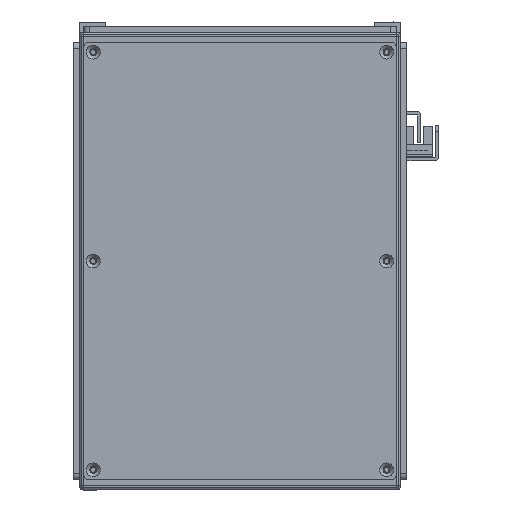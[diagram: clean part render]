
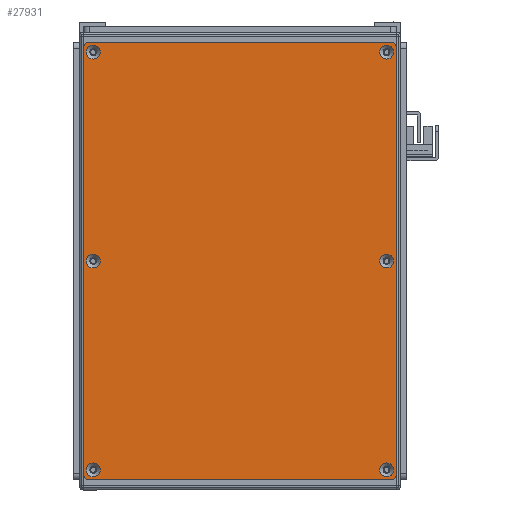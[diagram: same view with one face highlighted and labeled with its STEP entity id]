
A CAD part, front view. The second image highlights one B-rep face of the part: STEP entity #27931.
In plain terms, the highlighted planar face has unit normal (0, -1, 0).
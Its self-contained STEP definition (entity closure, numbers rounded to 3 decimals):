
#1638=FACE_BOUND('',#6172,.T.);
#1639=FACE_BOUND('',#6173,.T.);
#1640=FACE_BOUND('',#6174,.T.);
#1641=FACE_BOUND('',#6175,.T.);
#1642=FACE_BOUND('',#6176,.T.);
#1643=FACE_BOUND('',#6177,.T.);
#2269=PLANE('',#31081);
#4359=FACE_OUTER_BOUND('',#6171,.T.);
#6171=EDGE_LOOP('',(#26261,#26262,#26263,#26264,#26265,#26266,#26267,#26268));
#6172=EDGE_LOOP('',(#26269));
#6173=EDGE_LOOP('',(#26270));
#6174=EDGE_LOOP('',(#26271));
#6175=EDGE_LOOP('',(#26272));
#6176=EDGE_LOOP('',(#26273));
#6177=EDGE_LOOP('',(#26274));
#8451=LINE('',#49260,#10718);
#8452=LINE('',#49264,#10719);
#8453=LINE('',#49268,#10720);
#8454=LINE('',#49271,#10721);
#10718=VECTOR('',#38915,10.);
#10719=VECTOR('',#38918,10.);
#10720=VECTOR('',#38921,10.);
#10721=VECTOR('',#38924,10.);
#12053=CIRCLE('',#31049,3.45);
#12056=CIRCLE('',#31054,3.45);
#12059=CIRCLE('',#31059,3.45);
#12062=CIRCLE('',#31064,3.45);
#12065=CIRCLE('',#31069,3.45);
#12068=CIRCLE('',#31074,3.45);
#12071=CIRCLE('',#31079,3.);
#12073=CIRCLE('',#31082,3.);
#12074=CIRCLE('',#31083,3.);
#12075=CIRCLE('',#31084,3.);
#14642=VERTEX_POINT('',#49190);
#14645=VERTEX_POINT('',#49200);
#14648=VERTEX_POINT('',#49210);
#14651=VERTEX_POINT('',#49220);
#14654=VERTEX_POINT('',#49230);
#14657=VERTEX_POINT('',#49240);
#14660=VERTEX_POINT('',#49250);
#14661=VERTEX_POINT('',#49251);
#14664=VERTEX_POINT('',#49259);
#14665=VERTEX_POINT('',#49261);
#14666=VERTEX_POINT('',#49263);
#14667=VERTEX_POINT('',#49265);
#14668=VERTEX_POINT('',#49267);
#14669=VERTEX_POINT('',#49269);
#18507=EDGE_CURVE('',#14642,#14642,#12053,.T.);
#18512=EDGE_CURVE('',#14645,#14645,#12056,.T.);
#18517=EDGE_CURVE('',#14648,#14648,#12059,.T.);
#18522=EDGE_CURVE('',#14651,#14651,#12062,.T.);
#18527=EDGE_CURVE('',#14654,#14654,#12065,.T.);
#18532=EDGE_CURVE('',#14657,#14657,#12068,.T.);
#18537=EDGE_CURVE('',#14660,#14661,#12071,.T.);
#18541=EDGE_CURVE('',#14660,#14664,#8451,.T.);
#18542=EDGE_CURVE('',#14665,#14664,#12073,.T.);
#18543=EDGE_CURVE('',#14665,#14666,#8452,.T.);
#18544=EDGE_CURVE('',#14667,#14666,#12074,.T.);
#18545=EDGE_CURVE('',#14667,#14668,#8453,.T.);
#18546=EDGE_CURVE('',#14669,#14668,#12075,.T.);
#18547=EDGE_CURVE('',#14669,#14661,#8454,.T.);
#26261=ORIENTED_EDGE('',*,*,#18537,.F.);
#26262=ORIENTED_EDGE('',*,*,#18541,.T.);
#26263=ORIENTED_EDGE('',*,*,#18542,.F.);
#26264=ORIENTED_EDGE('',*,*,#18543,.T.);
#26265=ORIENTED_EDGE('',*,*,#18544,.F.);
#26266=ORIENTED_EDGE('',*,*,#18545,.T.);
#26267=ORIENTED_EDGE('',*,*,#18546,.F.);
#26268=ORIENTED_EDGE('',*,*,#18547,.T.);
#26269=ORIENTED_EDGE('',*,*,#18507,.T.);
#26270=ORIENTED_EDGE('',*,*,#18512,.T.);
#26271=ORIENTED_EDGE('',*,*,#18517,.T.);
#26272=ORIENTED_EDGE('',*,*,#18522,.T.);
#26273=ORIENTED_EDGE('',*,*,#18527,.T.);
#26274=ORIENTED_EDGE('',*,*,#18532,.T.);
#27931=ADVANCED_FACE('',(#4359,#1638,#1639,#1640,#1641,#1642,#1643),#2269,
 .T.);
#31049=AXIS2_PLACEMENT_3D('',#49191,#38835,#38836);
#31054=AXIS2_PLACEMENT_3D('',#49201,#38847,#38848);
#31059=AXIS2_PLACEMENT_3D('',#49211,#38859,#38860);
#31064=AXIS2_PLACEMENT_3D('',#49221,#38871,#38872);
#31069=AXIS2_PLACEMENT_3D('',#49231,#38883,#38884);
#31074=AXIS2_PLACEMENT_3D('',#49241,#38895,#38896);
#31079=AXIS2_PLACEMENT_3D('',#49252,#38907,#38908);
#31081=AXIS2_PLACEMENT_3D('',#49258,#38913,#38914);
#31082=AXIS2_PLACEMENT_3D('',#49262,#38916,#38917);
#31083=AXIS2_PLACEMENT_3D('',#49266,#38919,#38920);
#31084=AXIS2_PLACEMENT_3D('',#49270,#38922,#38923);
#38835=DIRECTION('center_axis',(0.,1.,0.));
#38836=DIRECTION('ref_axis',(1.,0.,0.));
#38847=DIRECTION('center_axis',(0.,1.,0.));
#38848=DIRECTION('ref_axis',(1.,0.,0.));
#38859=DIRECTION('center_axis',(0.,1.,0.));
#38860=DIRECTION('ref_axis',(1.,0.,0.));
#38871=DIRECTION('center_axis',(0.,1.,0.));
#38872=DIRECTION('ref_axis',(1.,0.,0.));
#38883=DIRECTION('center_axis',(0.,1.,0.));
#38884=DIRECTION('ref_axis',(1.,0.,0.));
#38895=DIRECTION('center_axis',(0.,1.,0.));
#38896=DIRECTION('ref_axis',(1.,0.,0.));
#38907=DIRECTION('center_axis',(0.,1.,0.));
#38908=DIRECTION('ref_axis',(-0.707,0.,0.707));
#38913=DIRECTION('center_axis',(0.,-1.,0.));
#38914=DIRECTION('ref_axis',(0.,0.,-1.));
#38915=DIRECTION('',(0.,0.,-1.));
#38916=DIRECTION('center_axis',(0.,1.,0.));
#38917=DIRECTION('ref_axis',(-0.707,0.,-0.707));
#38918=DIRECTION('',(1.,0.,0.));
#38919=DIRECTION('center_axis',(0.,1.,0.));
#38920=DIRECTION('ref_axis',(0.707,0.,-0.707));
#38921=DIRECTION('',(0.,0.,1.));
#38922=DIRECTION('center_axis',(0.,1.,0.));
#38923=DIRECTION('ref_axis',(0.707,0.,0.707));
#38924=DIRECTION('',(-1.,0.,0.));
#49190=CARTESIAN_POINT('',(100.55,-1.5,73.));
#49191=CARTESIAN_POINT('Origin',(104.,-1.5,73.));
#49200=CARTESIAN_POINT('',(-107.45,-1.5,-73.));
#49201=CARTESIAN_POINT('Origin',(-104.,-1.5,-73.));
#49210=CARTESIAN_POINT('',(-3.45,-1.5,73.));
#49211=CARTESIAN_POINT('Origin',(0.,-1.5,73.));
#49220=CARTESIAN_POINT('',(-3.45,-1.5,-73.));
#49221=CARTESIAN_POINT('Origin',(0.,-1.5,-73.));
#49230=CARTESIAN_POINT('',(-107.45,-1.5,73.));
#49231=CARTESIAN_POINT('Origin',(-104.,-1.5,73.));
#49240=CARTESIAN_POINT('',(100.55,-1.5,-73.));
#49241=CARTESIAN_POINT('Origin',(104.,-1.5,-73.));
#49250=CARTESIAN_POINT('',(-109.,-1.5,75.));
#49251=CARTESIAN_POINT('',(-106.,-1.5,78.));
#49252=CARTESIAN_POINT('Origin',(-106.,-1.5,75.));
#49258=CARTESIAN_POINT('Origin',(0.,-1.5,0.));
#49259=CARTESIAN_POINT('',(-109.,-1.5,-75.));
#49260=CARTESIAN_POINT('',(-109.,-1.5,78.));
#49261=CARTESIAN_POINT('',(-106.,-1.5,-78.));
#49262=CARTESIAN_POINT('Origin',(-106.,-1.5,-75.));
#49263=CARTESIAN_POINT('',(106.,-1.5,-78.));
#49264=CARTESIAN_POINT('',(-109.,-1.5,-78.));
#49265=CARTESIAN_POINT('',(109.,-1.5,-75.));
#49266=CARTESIAN_POINT('Origin',(106.,-1.5,-75.));
#49267=CARTESIAN_POINT('',(109.,-1.5,75.));
#49268=CARTESIAN_POINT('',(109.,-1.5,-78.));
#49269=CARTESIAN_POINT('',(106.,-1.5,78.));
#49270=CARTESIAN_POINT('Origin',(106.,-1.5,75.));
#49271=CARTESIAN_POINT('',(109.,-1.5,78.));
